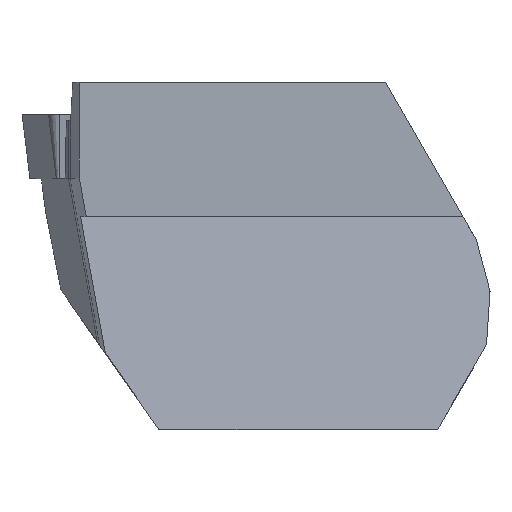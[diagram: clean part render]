
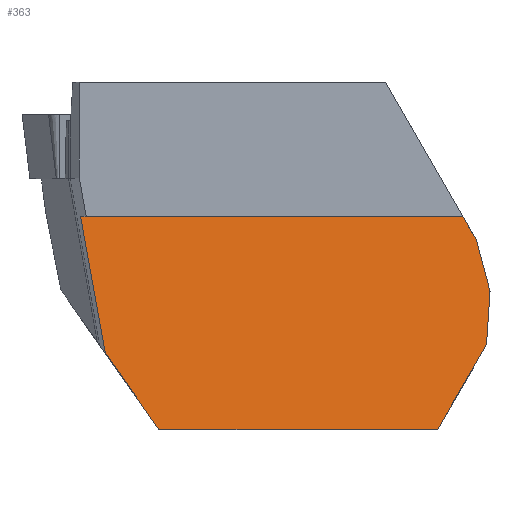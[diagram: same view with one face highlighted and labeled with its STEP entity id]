
A CAD part, top view. The second image highlights one B-rep face of the part: STEP entity #363.
In plain terms, the highlighted planar face has unit normal (0, 0.139, 0.99).
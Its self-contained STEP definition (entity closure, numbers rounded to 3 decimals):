
#138=PLANE('',#1100);
#196=LINE('',#1535,#290);
#202=LINE('',#1546,#296);
#203=LINE('',#1548,#297);
#204=LINE('',#1550,#298);
#205=LINE('',#1552,#299);
#206=LINE('',#1554,#300);
#207=LINE('',#1556,#301);
#208=LINE('',#1558,#302);
#290=VECTOR('',#1237,1.);
#296=VECTOR('',#1245,1.);
#297=VECTOR('',#1246,1.);
#298=VECTOR('',#1247,1.);
#299=VECTOR('',#1248,1.);
#300=VECTOR('',#1249,1.);
#301=VECTOR('',#1250,1.);
#302=VECTOR('',#1251,1.);
#363=ADVANCED_FACE('',(#423),#138,.T.);
#423=FACE_OUTER_BOUND('',#465,.T.);
#465=EDGE_LOOP('',(#598,#599,#600,#601,#602,#603,#604,#605));
#598=ORIENTED_EDGE('',*,*,#934,.F.);
#599=ORIENTED_EDGE('',*,*,#928,.T.);
#600=ORIENTED_EDGE('',*,*,#935,.T.);
#601=ORIENTED_EDGE('',*,*,#936,.F.);
#602=ORIENTED_EDGE('',*,*,#937,.F.);
#603=ORIENTED_EDGE('',*,*,#938,.T.);
#604=ORIENTED_EDGE('',*,*,#939,.T.);
#605=ORIENTED_EDGE('',*,*,#940,.F.);
#834=VERTEX_POINT('',#1534);
#835=VERTEX_POINT('',#1536);
#839=VERTEX_POINT('',#1547);
#840=VERTEX_POINT('',#1549);
#841=VERTEX_POINT('',#1551);
#842=VERTEX_POINT('',#1553);
#843=VERTEX_POINT('',#1555);
#844=VERTEX_POINT('',#1557);
#928=EDGE_CURVE('',#835,#834,#196,.T.);
#934=EDGE_CURVE('',#835,#839,#202,.T.);
#935=EDGE_CURVE('',#834,#840,#203,.T.);
#936=EDGE_CURVE('',#841,#840,#204,.T.);
#937=EDGE_CURVE('',#842,#841,#205,.T.);
#938=EDGE_CURVE('',#842,#843,#206,.T.);
#939=EDGE_CURVE('',#843,#844,#207,.T.);
#940=EDGE_CURVE('',#839,#844,#208,.T.);
#1100=AXIS2_PLACEMENT_3D('',#1559,#1252,#1253);
#1237=DIRECTION('',(-0.496,0.86,-0.121));
#1245=DIRECTION('',(0.256,-0.957,0.135));
#1246=DIRECTION('',(-1.,0.,0.));
#1247=DIRECTION('',(-0.177,0.975,-0.137));
#1248=DIRECTION('',(-0.57,0.814,-0.114));
#1249=DIRECTION('',(1.,0.,0.));
#1250=DIRECTION('',(0.496,0.86,-0.121));
#1251=DIRECTION('',(-0.064,-0.988,0.139));
#1252=DIRECTION('',(0.,0.139,0.99));
#1253=DIRECTION('',(0.,-0.99,0.139));
#1534=CARTESIAN_POINT('',(-0.768,-3.,0.));
#1535=CARTESIAN_POINT('',(-2.529,0.05,-0.429));
#1536=CARTESIAN_POINT('',(-0.275,-3.853,0.12));
#1546=CARTESIAN_POINT('',(-0.992,-1.18,-0.256));
#1547=CARTESIAN_POINT('',(0.237,-5.766,0.389));
#1548=CARTESIAN_POINT('',(-17.5,-3.,0.));
#1549=CARTESIAN_POINT('',(-14.98,-3.,0.));
#1550=CARTESIAN_POINT('',(-14.76,-4.216,0.171));
#1551=CARTESIAN_POINT('',(-14.063,-8.06,0.711));
#1552=CARTESIAN_POINT('',(-14.46,-7.493,0.631));
#1553=CARTESIAN_POINT('',(-12.075,-10.9,1.11));
#1554=CARTESIAN_POINT('',(-7.917,-10.9,1.11));
#1555=CARTESIAN_POINT('',(-1.707,-10.9,1.11));
#1556=CARTESIAN_POINT('',(-0.909,-9.518,0.916));
#1557=CARTESIAN_POINT('',(0.108,-7.756,0.668));
#1558=CARTESIAN_POINT('',(0.382,-3.526,0.074));
#1559=CARTESIAN_POINT('',(-7.917,-3.,0.));
